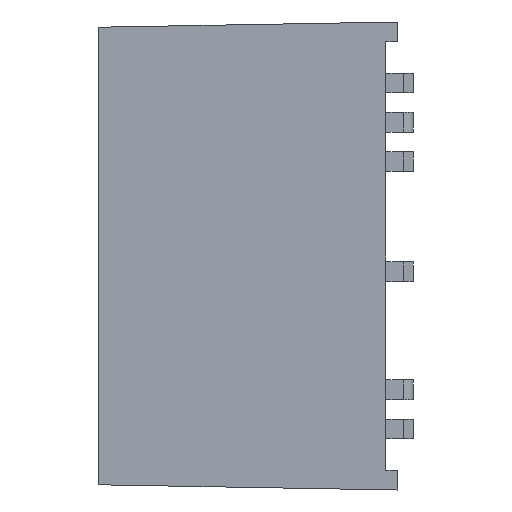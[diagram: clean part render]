
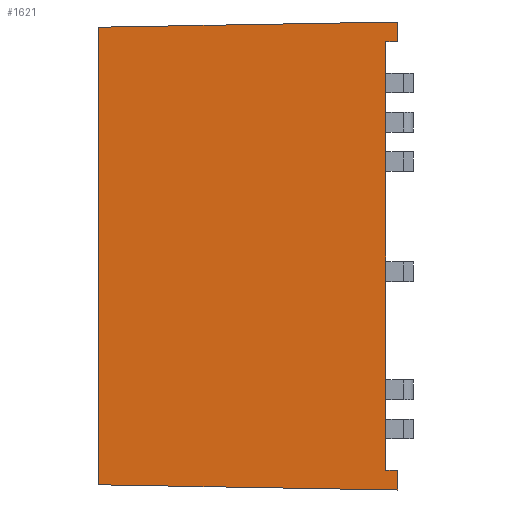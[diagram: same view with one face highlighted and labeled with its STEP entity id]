
A CAD part, left-side view. The second image highlights one B-rep face of the part: STEP entity #1621.
In plain terms, the highlighted planar face has unit normal (-1, 0.018, 0).
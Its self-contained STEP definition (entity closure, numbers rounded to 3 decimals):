
#67 = DIRECTION ( 'NONE',  ( 0., 0., 1. ) ) ;
#125 = VERTEX_POINT ( 'NONE', #893 ) ;
#147 = ORIENTED_EDGE ( 'NONE', *, *, #327, .T. ) ;
#231 = LINE ( 'NONE', #919, #614 ) ;
#234 = EDGE_CURVE ( 'NONE', #1492, #1047, #1081, .T. ) ;
#236 = CARTESIAN_POINT ( 'NONE',  ( -5.65, 0., -5.95 ) ) ;
#260 = DIRECTION ( 'NONE',  ( -1., 0.017, 0. ) ) ;
#276 = VERTEX_POINT ( 'NONE', #414 ) ;
#322 = VECTOR ( 'NONE', #1858, 1000. ) ;
#327 = EDGE_CURVE ( 'NONE', #1230, #276, #231, .T. ) ;
#366 = VECTOR ( 'NONE', #994, 1000. ) ;
#376 = ORIENTED_EDGE ( 'NONE', *, *, #1760, .F. ) ;
#396 = CARTESIAN_POINT ( 'NONE',  ( -5.65, 0., -5.45 ) ) ;
#407 = CARTESIAN_POINT ( 'NONE',  ( -5.65, 0., -5.95 ) ) ;
#414 = CARTESIAN_POINT ( 'NONE',  ( -5.645, 0.3, 5.45 ) ) ;
#451 = ORIENTED_EDGE ( 'NONE', *, *, #234, .T. ) ;
#476 = VERTEX_POINT ( 'NONE', #1005 ) ;
#502 = CARTESIAN_POINT ( 'NONE',  ( -5.65, 0., 5.45 ) ) ;
#506 = CARTESIAN_POINT ( 'NONE',  ( -5.65, 0., -5.95 ) ) ;
#535 = CARTESIAN_POINT ( 'NONE',  ( -5.65, 0., -5.95 ) ) ;
#614 = VECTOR ( 'NONE', #67, 1000. ) ;
#658 = CARTESIAN_POINT ( 'NONE',  ( -5.645, 0.3, -5.45 ) ) ;
#683 = PLANE ( 'NONE',  #1416 ) ;
#727 = ORIENTED_EDGE ( 'NONE', *, *, #1730, .T. ) ;
#742 = ORIENTED_EDGE ( 'NONE', *, *, #1261, .T. ) ;
#744 = LINE ( 'NONE', #506, #1122 ) ;
#820 = DIRECTION ( 'NONE',  ( 0.017, 1., 0. ) ) ;
#893 = CARTESIAN_POINT ( 'NONE',  ( -5.65, 0., 5.95 ) ) ;
#902 = ORIENTED_EDGE ( 'NONE', *, *, #1209, .T. ) ;
#914 = VECTOR ( 'NONE', #1099, 1000. ) ;
#918 = EDGE_CURVE ( 'NONE', #1597, #125, #1871, .T. ) ;
#919 = CARTESIAN_POINT ( 'NONE',  ( -5.645, 0.3, -5.95 ) ) ;
#947 = DIRECTION ( 'NONE',  ( 0., 0., 1. ) ) ;
#994 = DIRECTION ( 'NONE',  ( -0.017, -1., 0.017 ) ) ;
#1005 = CARTESIAN_POINT ( 'NONE',  ( -5.517, 7.6, -5.817 ) ) ;
#1030 = LINE ( 'NONE', #236, #1853 ) ;
#1037 = VECTOR ( 'NONE', #947, 1000. ) ;
#1047 = VERTEX_POINT ( 'NONE', #396 ) ;
#1081 = LINE ( 'NONE', #407, #322 ) ;
#1099 = DIRECTION ( 'NONE',  ( -0.017, -1., 0. ) ) ;
#1104 = CARTESIAN_POINT ( 'NONE',  ( -5.517, 7.6, 5.817 ) ) ;
#1122 = VECTOR ( 'NONE', #1373, 1000. ) ;
#1141 = CARTESIAN_POINT ( 'NONE',  ( -5.517, 7.6, 5.817 ) ) ;
#1155 = EDGE_LOOP ( 'NONE', ( #1851, #376, #451, #742, #147, #902, #727, #1212 ) ) ;
#1208 = VECTOR ( 'NONE', #820, 1000. ) ;
#1209 = EDGE_CURVE ( 'NONE', #276, #1688, #1308, .T. ) ;
#1212 = ORIENTED_EDGE ( 'NONE', *, *, #918, .F. ) ;
#1230 = VERTEX_POINT ( 'NONE', #658 ) ;
#1237 = DIRECTION ( 'NONE',  ( 0.017, 1., 0.017 ) ) ;
#1261 = EDGE_CURVE ( 'NONE', #1047, #1230, #1603, .T. ) ;
#1269 = DIRECTION ( 'NONE',  ( -0.017, -1., 0. ) ) ;
#1305 = FACE_OUTER_BOUND ( 'NONE', #1155, .T. ) ;
#1308 = LINE ( 'NONE', #1536, #914 ) ;
#1373 = DIRECTION ( 'NONE',  ( 0., 0., 1. ) ) ;
#1416 = AXIS2_PLACEMENT_3D ( 'NONE', #1550, #260, #1269 ) ;
#1492 = VERTEX_POINT ( 'NONE', #535 ) ;
#1532 = CARTESIAN_POINT ( 'NONE',  ( -5.517, 7.6, 0. ) ) ;
#1536 = CARTESIAN_POINT ( 'NONE',  ( -5.645, 0.3, 5.45 ) ) ;
#1550 = CARTESIAN_POINT ( 'NONE',  ( -5.65, 0., -5.95 ) ) ;
#1597 = VERTEX_POINT ( 'NONE', #1104 ) ;
#1603 = LINE ( 'NONE', #1835, #1208 ) ;
#1621 = ADVANCED_FACE ( 'NONE', ( #1305 ), #683, .T. ) ;
#1688 = VERTEX_POINT ( 'NONE', #502 ) ;
#1730 = EDGE_CURVE ( 'NONE', #1688, #125, #744, .T. ) ;
#1760 = EDGE_CURVE ( 'NONE', #1492, #476, #1030, .T. ) ;
#1774 = EDGE_CURVE ( 'NONE', #476, #1597, #1808, .T. ) ;
#1808 = LINE ( 'NONE', #1532, #1037 ) ;
#1835 = CARTESIAN_POINT ( 'NONE',  ( -5.65, 0., -5.45 ) ) ;
#1851 = ORIENTED_EDGE ( 'NONE', *, *, #1774, .F. ) ;
#1853 = VECTOR ( 'NONE', #1237, 1000. ) ;
#1858 = DIRECTION ( 'NONE',  ( 0., 0., 1. ) ) ;
#1871 = LINE ( 'NONE', #1141, #366 ) ;
